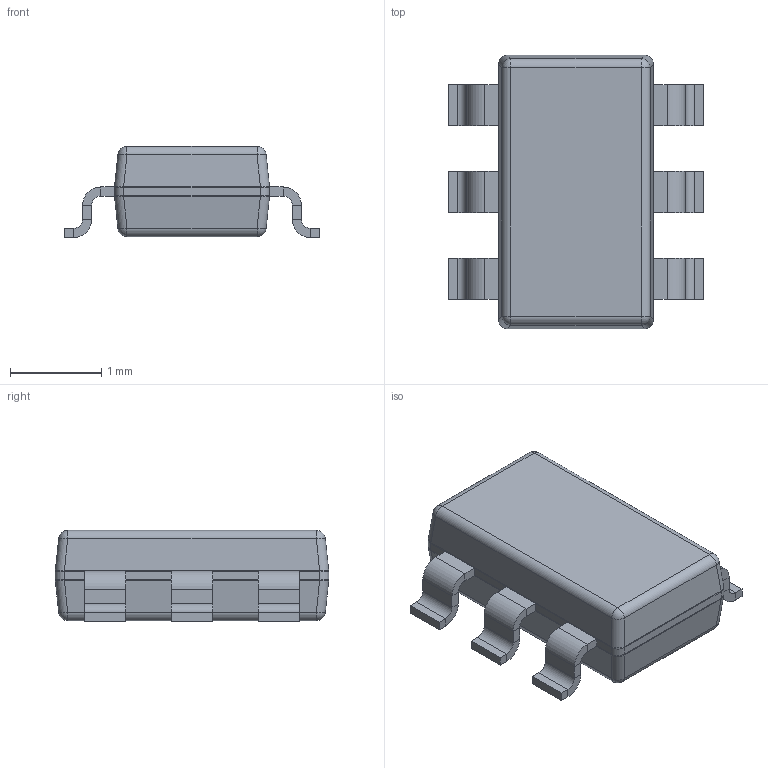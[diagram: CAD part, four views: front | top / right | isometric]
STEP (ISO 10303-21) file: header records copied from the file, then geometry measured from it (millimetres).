
FILE_DESCRIPTION(('Open CASCADE Model'),'2;1');
FILE_NAME('Open CASCADE Shape Model','2019-06-22T14:27:16',('Author'),( 'Open CASCADE'),'Open CASCADE STEP processor 6.8','Open CASCADE 6.8' ,'Unknown');
FILE_SCHEMA(('AUTOMOTIVE_DESIGN_CC2 { 1 2 10303 214 -1 1 5 4 }'));
Length unit declared in the file: millimetre
Products named in the file (4): TSOT26.step; Body; Open CASCADE STEP translator 6.8 9.1.1; Leader
Assembly tree (8 placements, depth 3):
  TSOT26.step
    Body
      Open CASCADE STEP translator 6.8 9.1.1
    Leader  x6
Bounding box: 2.8 x 3 x 1 mm (x, y, z)
Volume: 5.1 mm3; surface area: 24.1 mm2
Topology: 7 solids, 7 shells, 190 faces, 384 edges, 200 vertices
Faces by surface type: plane 122, cylinder 52, sphere 8, bspline 8
Entity records: 4986 total; most frequent: CARTESIAN_POINT 1855, DIRECTION 516, ORIENTED_EDGE 312, PCURVE 312, DEFINITIONAL_REPRESENTATION 312, LINE 286, VECTOR 286, EDGE_CURVE 156
